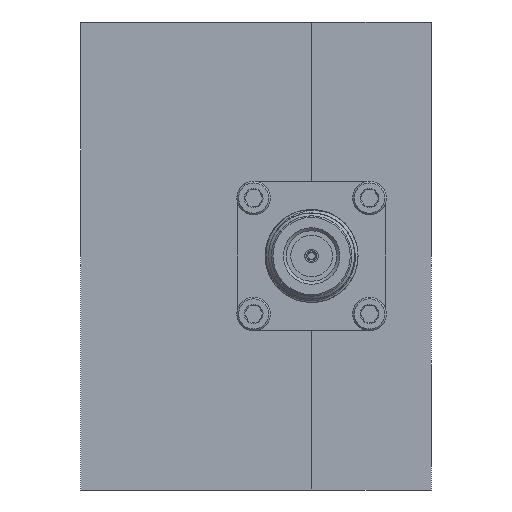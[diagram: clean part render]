
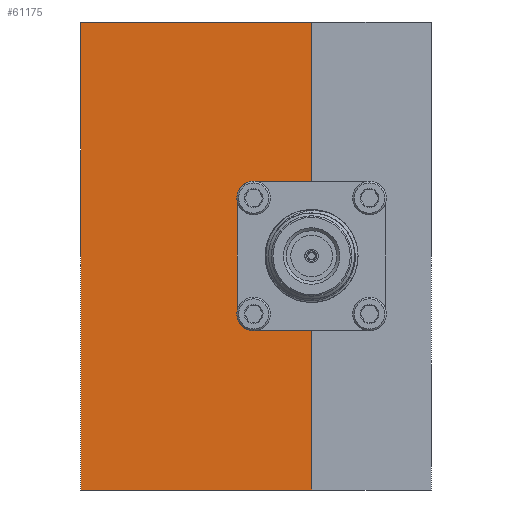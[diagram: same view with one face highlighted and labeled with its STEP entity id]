
A CAD part, left-side view. The second image highlights one B-rep face of the part: STEP entity #61175.
In plain terms, the highlighted planar face has unit normal (-1, 0, 0).
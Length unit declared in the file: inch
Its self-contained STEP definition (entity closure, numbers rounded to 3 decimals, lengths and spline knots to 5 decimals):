
#150 = VERTEX_POINT ( 'NONE', #49486 ) ;
#451 = LINE ( 'NONE', #81939, #7424 ) ;
#1180 = FACE_OUTER_BOUND ( 'NONE', #59463, .T. ) ;
#2919 = VERTEX_POINT ( 'NONE', #43636 ) ;
#3318 = EDGE_CURVE ( 'NONE', #49122, #2919, #76372, .T. ) ;
#4663 = LINE ( 'NONE', #86629, #46503 ) ;
#4668 = DIRECTION ( 'NONE',  ( 0., 0., -1. ) ) ;
#7424 = VECTOR ( 'NONE', #89777, 39.37008 ) ;
#8349 = ORIENTED_EDGE ( 'NONE', *, *, #78669, .F. ) ;
#8456 = VECTOR ( 'NONE', #63937, 39.37008 ) ;
#8626 = DIRECTION ( 'NONE',  ( 0., -1., 0. ) ) ;
#10054 = DIRECTION ( 'NONE',  ( 1., 0., 0. ) ) ;
#10220 = DIRECTION ( 'NONE',  ( 0., 1., 0. ) ) ;
#11538 = DIRECTION ( 'NONE',  ( 0., 0., -1. ) ) ;
#12532 = EDGE_CURVE ( 'NONE', #32044, #60753, #67789, .T. ) ;
#14560 = CARTESIAN_POINT ( 'NONE',  ( -3.60231, -0.49991, -0.5 ) ) ;
#14745 = EDGE_CURVE ( 'NONE', #72527, #67629, #41977, .T. ) ;
#15934 = VECTOR ( 'NONE', #74653, 39.37008 ) ;
#15977 = ORIENTED_EDGE ( 'NONE', *, *, #31993, .T. ) ;
#16141 = CARTESIAN_POINT ( 'NONE',  ( -3.60231, 0., 1.5748 ) ) ;
#16561 = VECTOR ( 'NONE', #4668, 39.37008 ) ;
#16589 = ORIENTED_EDGE ( 'NONE', *, *, #12532, .T. ) ;
#17283 = CARTESIAN_POINT ( 'NONE',  ( -3.60231, 1.5552, 1.5748 ) ) ;
#20570 = VECTOR ( 'NONE', #10220, 39.37008 ) ;
#21333 = CARTESIAN_POINT ( 'NONE',  ( -3.60231, 0.40009, 0.5 ) ) ;
#23356 = EDGE_CURVE ( 'NONE', #79707, #150, #45928, .T. ) ;
#25865 = ORIENTED_EDGE ( 'NONE', *, *, #23356, .F. ) ;
#27558 = DIRECTION ( 'NONE',  ( 0., 0., 1. ) ) ;
#27583 = CARTESIAN_POINT ( 'NONE',  ( -3.60231, 0., -1.5748 ) ) ;
#27818 = CARTESIAN_POINT ( 'NONE',  ( -3.60231, 0.50009, 0.4 ) ) ;
#30197 = DIRECTION ( 'NONE',  ( 0., 0., -1. ) ) ;
#31538 = PLANE ( 'NONE',  #37081 ) ;
#31993 = EDGE_CURVE ( 'NONE', #72527, #43634, #42025, .T. ) ;
#32044 = VERTEX_POINT ( 'NONE', #17283 ) ;
#33442 = CARTESIAN_POINT ( 'NONE',  ( -3.60231, 0.40009, 0.4 ) ) ;
#34418 = EDGE_CURVE ( 'NONE', #95384, #60753, #451, .T. ) ;
#37081 = AXIS2_PLACEMENT_3D ( 'NONE', #56597, #94864, #27558 ) ;
#37489 = CARTESIAN_POINT ( 'NONE',  ( -3.60231, 0.50009, -0.4 ) ) ;
#39043 = CARTESIAN_POINT ( 'NONE',  ( -3.60231, 0., 1.5748 ) ) ;
#39298 = ORIENTED_EDGE ( 'NONE', *, *, #14745, .F. ) ;
#40313 = ORIENTED_EDGE ( 'NONE', *, *, #3318, .F. ) ;
#41301 = CIRCLE ( 'NONE', #61708, 0.1 ) ;
#41977 = LINE ( 'NONE', #80756, #16561 ) ;
#42025 = CIRCLE ( 'NONE', #96905, 0.1 ) ;
#43634 = VERTEX_POINT ( 'NONE', #21333 ) ;
#43636 = CARTESIAN_POINT ( 'NONE',  ( -3.60231, 0., 0.5 ) ) ;
#45928 = LINE ( 'NONE', #14560, #92277 ) ;
#46503 = VECTOR ( 'NONE', #11538, 39.37008 ) ;
#47229 = CARTESIAN_POINT ( 'NONE',  ( -3.60231, -0.49991, 0.5 ) ) ;
#47344 = CARTESIAN_POINT ( 'NONE',  ( -3.60231, 0.40009, -0.4 ) ) ;
#47711 = DIRECTION ( 'NONE',  ( 0., 1., 0. ) ) ;
#49122 = VERTEX_POINT ( 'NONE', #70473 ) ;
#49486 = CARTESIAN_POINT ( 'NONE',  ( -3.60231, 0., -0.5 ) ) ;
#50968 = EDGE_CURVE ( 'NONE', #49122, #32044, #83403, .T. ) ;
#53259 = ORIENTED_EDGE ( 'NONE', *, *, #34418, .F. ) ;
#56389 = CARTESIAN_POINT ( 'NONE',  ( -3.60231, 0.40009, -0.5 ) ) ;
#56597 = CARTESIAN_POINT ( 'NONE',  ( -3.60231, 0., 1.5748 ) ) ;
#57046 = LINE ( 'NONE', #47229, #8456 ) ;
#59463 = EDGE_LOOP ( 'NONE', ( #40313, #74050, #16589, #53259, #64588, #25865, #87177, #39298, #15977, #8349 ) ) ;
#60414 = CARTESIAN_POINT ( 'NONE',  ( -3.60231, 1.5552, 1.5748 ) ) ;
#60753 = VERTEX_POINT ( 'NONE', #89645 ) ;
#61175 = ADVANCED_FACE ( 'NONE', ( #1180 ), #31538, .T. ) ;
#61708 = AXIS2_PLACEMENT_3D ( 'NONE', #47344, #10054, #76350 ) ;
#63937 = DIRECTION ( 'NONE',  ( 0., 1., 0. ) ) ;
#64588 = ORIENTED_EDGE ( 'NONE', *, *, #83382, .F. ) ;
#65823 = VECTOR ( 'NONE', #30197, 39.37008 ) ;
#67629 = VERTEX_POINT ( 'NONE', #37489 ) ;
#67789 = LINE ( 'NONE', #60414, #15934 ) ;
#69835 = DIRECTION ( 'NONE',  ( 1., 0., 0. ) ) ;
#70473 = CARTESIAN_POINT ( 'NONE',  ( -3.60231, 0., 1.5748 ) ) ;
#72527 = VERTEX_POINT ( 'NONE', #27818 ) ;
#74050 = ORIENTED_EDGE ( 'NONE', *, *, #50968, .T. ) ;
#74653 = DIRECTION ( 'NONE',  ( 0., 0., -1. ) ) ;
#76350 = DIRECTION ( 'NONE',  ( 0., 1., 0. ) ) ;
#76372 = LINE ( 'NONE', #39043, #65823 ) ;
#78321 = EDGE_CURVE ( 'NONE', #79707, #67629, #41301, .T. ) ;
#78669 = EDGE_CURVE ( 'NONE', #2919, #43634, #57046, .T. ) ;
#79707 = VERTEX_POINT ( 'NONE', #56389 ) ;
#80756 = CARTESIAN_POINT ( 'NONE',  ( -3.60231, 0.50009, -0.5 ) ) ;
#81939 = CARTESIAN_POINT ( 'NONE',  ( -3.60231, 0., -1.5748 ) ) ;
#83382 = EDGE_CURVE ( 'NONE', #150, #95384, #4663, .T. ) ;
#83403 = LINE ( 'NONE', #16141, #20570 ) ;
#86629 = CARTESIAN_POINT ( 'NONE',  ( -3.60231, 0., 1.5748 ) ) ;
#87177 = ORIENTED_EDGE ( 'NONE', *, *, #78321, .T. ) ;
#89645 = CARTESIAN_POINT ( 'NONE',  ( -3.60231, 1.5552, -1.5748 ) ) ;
#89777 = DIRECTION ( 'NONE',  ( 0., 1., 0. ) ) ;
#92277 = VECTOR ( 'NONE', #8626, 39.37008 ) ;
#94864 = DIRECTION ( 'NONE',  ( -1., 0., 0. ) ) ;
#95384 = VERTEX_POINT ( 'NONE', #27583 ) ;
#96905 = AXIS2_PLACEMENT_3D ( 'NONE', #33442, #69835, #47711 ) ;
